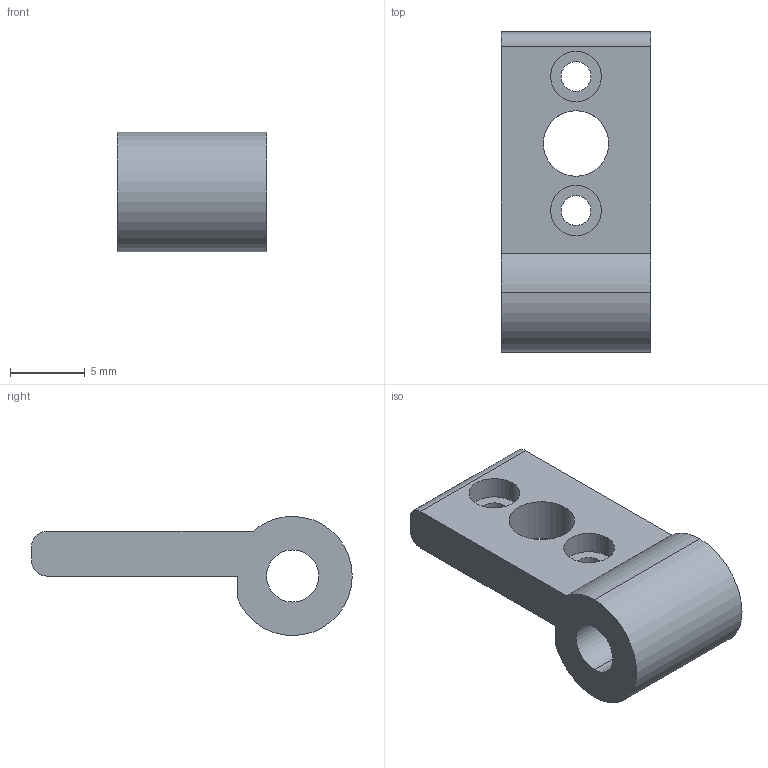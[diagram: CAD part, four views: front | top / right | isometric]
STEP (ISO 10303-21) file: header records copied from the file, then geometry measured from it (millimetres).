
FILE_DESCRIPTION (( 'STEP AP214' ), '1' );
FILE_NAME ('N20 motor bracket 1 (3D).STEP', '2021-06-04T10:45:09', ( '' ), ( '' ), 'SwSTEP 2.0', 'SolidWorks 2016', '' );
FILE_SCHEMA (( 'AUTOMOTIVE_DESIGN' ));
Length unit declared in the file: millimetre
Products named in the file (2): N20 motor bracket 1 (3D)
Bounding box: 10 x 21.5 x 8 mm (x, y, z)
Volume: 734.3 mm3; surface area: 847.6 mm2
Topology: 1 solids, 1 shells, 25 faces, 63 edges, 42 vertices
Faces by surface type: cylinder 17, plane 8
Entity records: 836 total; most frequent: DIRECTION 151, CARTESIAN_POINT 132, ORIENTED_EDGE 126, EDGE_CURVE 63, AXIS2_PLACEMENT_3D 61, VERTEX_POINT 42, EDGE_LOOP 35, CIRCLE 34
